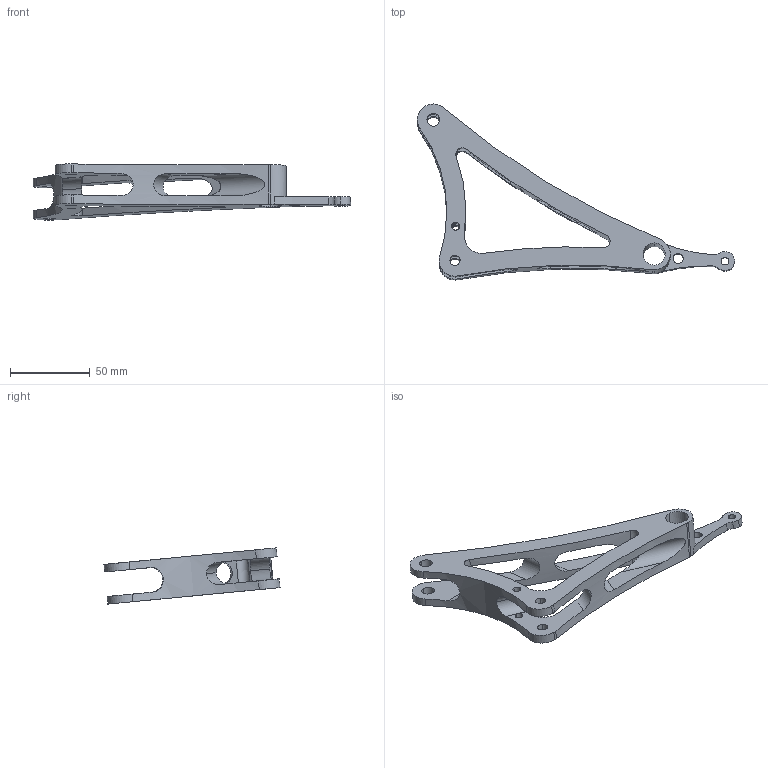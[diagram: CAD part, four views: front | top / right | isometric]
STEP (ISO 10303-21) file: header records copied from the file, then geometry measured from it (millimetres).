
FILE_DESCRIPTION (( 'STEP AP214' ), '1' );
FILE_NAME ('Front Rockers.STEP', '2024-10-06T18:56:55', ( '' ), ( '' ), 'SwSTEP 2.0', 'SolidWorks 2024', '' );
FILE_SCHEMA (( 'AUTOMOTIVE_DESIGN' ));
Length unit declared in the file: millimetre
Products named in the file (1): Front Rockers_FEA
Bounding box: 198.94 x 110.45 x 35.25 mm (x, y, z)
Volume: 70359.9 mm3; surface area: 30720.1 mm2
Topology: 1 solids, 1 shells, 76 faces, 234 edges, 155 vertices
Faces by surface type: cylinder 63, plane 13
Entity records: 4246 total; most frequent: CARTESIAN_POINT 1180, DIRECTION 481, ORIENTED_EDGE 468, EDGE_CURVE 234, AXIS2_PLACEMENT_3D 200, VERTEX_POINT 155, CIRCLE 123, EDGE_LOOP 99
